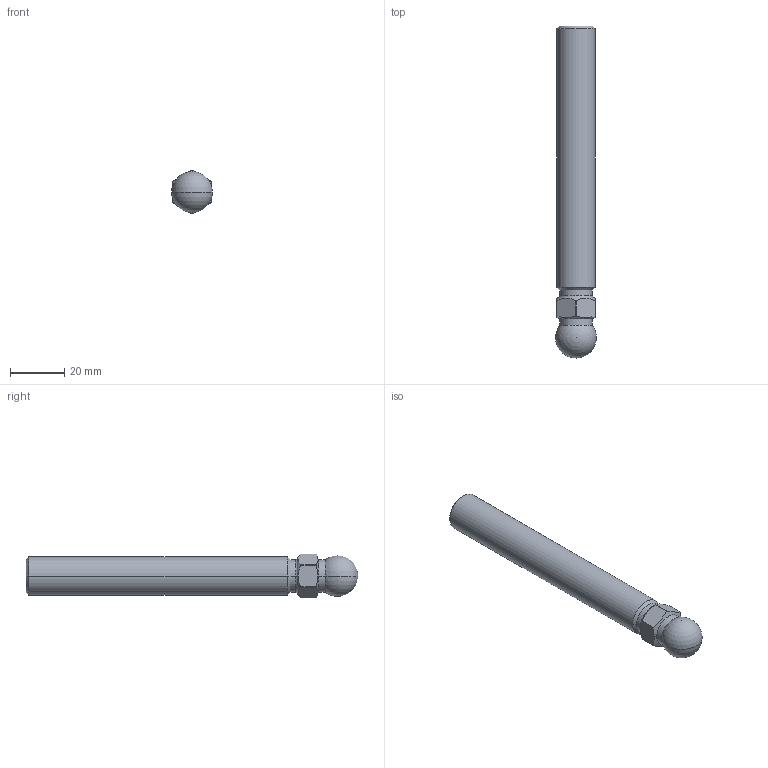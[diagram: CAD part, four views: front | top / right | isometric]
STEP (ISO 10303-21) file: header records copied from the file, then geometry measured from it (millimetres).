
FILE_DESCRIPTION (( 'STEP AP214' ), '1' );
FILE_NAME ('098dm14100m.STEP', '2014-08-11T14:48:06', ( '' ), ( '' ), 'SwSTEP 2.0', 'SolidWorks 2014', '' );
FILE_SCHEMA (( 'AUTOMOTIVE_DESIGN' ));
Length unit declared in the file: millimetre
Products named in the file (1): 098dm14100m
Bounding box: 14.99 x 122 x 16.1 mm (x, y, z)
Volume: 18357.2 mm3; surface area: 5609.7 mm2
Topology: 1 solids, 1 shells, 41 faces, 103 edges, 62 vertices
Faces by surface type: plane 13, cone 12, cylinder 12, torus 2, sphere 2
Entity records: 1312 total; most frequent: CARTESIAN_POINT 335, DIRECTION 204, ORIENTED_EDGE 196, EDGE_CURVE 98, AXIS2_PLACEMENT_3D 84, VERTEX_POINT 59, CIRCLE 42, FACE_OUTER_BOUND 41
